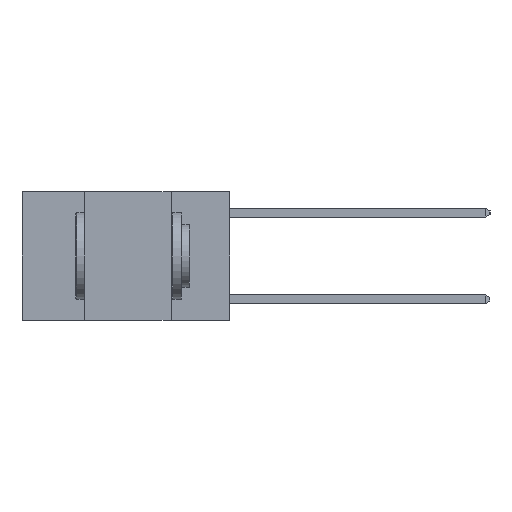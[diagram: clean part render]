
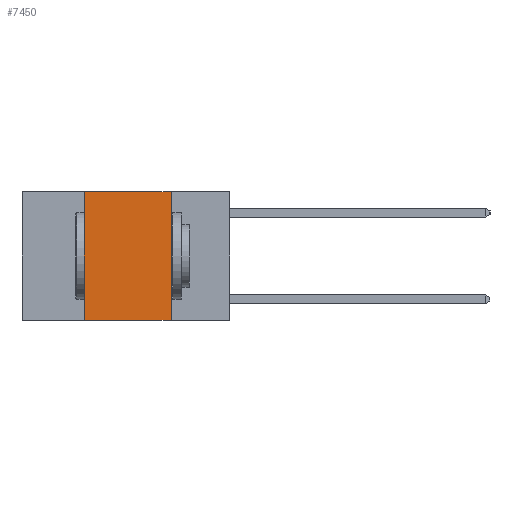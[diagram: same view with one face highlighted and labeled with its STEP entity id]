
A CAD part, left-side view. The second image highlights one B-rep face of the part: STEP entity #7450.
In plain terms, the highlighted planar face has unit normal (-1, 0, 0).
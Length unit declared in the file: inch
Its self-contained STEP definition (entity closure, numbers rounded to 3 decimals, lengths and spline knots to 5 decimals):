
#890 = ORIENTED_EDGE ( 'NONE', *, *, #4091, .T. ) ;
#934 = ORIENTED_EDGE ( 'NONE', *, *, #7880, .F. ) ;
#1000 = VECTOR ( 'NONE', #7035, 39.37008 ) ;
#1089 = DIRECTION ( 'NONE',  ( 0., -1., 0. ) ) ;
#1323 = DIRECTION ( 'NONE',  ( 0., 0., -1. ) ) ;
#1356 = LINE ( 'NONE', #6173, #1000 ) ;
#1460 = EDGE_LOOP ( 'NONE', ( #934, #2805, #2498, #890 ) ) ;
#1609 = AXIS2_PLACEMENT_3D ( 'NONE', #8768, #2667, #1323 ) ;
#1917 = CARTESIAN_POINT ( 'NONE',  ( 0., 0.42, 0. ) ) ;
#2185 = CARTESIAN_POINT ( 'NONE',  ( 0., 0.17, 0. ) ) ;
#2498 = ORIENTED_EDGE ( 'NONE', *, *, #3922, .F. ) ;
#2553 = LINE ( 'NONE', #1917, #3540 ) ;
#2667 = DIRECTION ( 'NONE',  ( 1., 0., 0. ) ) ;
#2805 = ORIENTED_EDGE ( 'NONE', *, *, #8754, .F. ) ;
#2917 = VERTEX_POINT ( 'NONE', #5593 ) ;
#3084 = DIRECTION ( 'NONE',  ( 0., 0., 1. ) ) ;
#3540 = VECTOR ( 'NONE', #3084, 39.37008 ) ;
#3548 = VERTEX_POINT ( 'NONE', #8741 ) ;
#3713 = LINE ( 'NONE', #4335, #8601 ) ;
#3739 = VECTOR ( 'NONE', #6252, 39.37008 ) ;
#3922 = EDGE_CURVE ( 'NONE', #3548, #2917, #2553, .T. ) ;
#4091 = EDGE_CURVE ( 'NONE', #3548, #4328, #1356, .T. ) ;
#4328 = VERTEX_POINT ( 'NONE', #6639 ) ;
#4335 = CARTESIAN_POINT ( 'NONE',  ( 0., 0.6, 0. ) ) ;
#4758 = PLANE ( 'NONE',  #1609 ) ;
#4931 = VERTEX_POINT ( 'NONE', #2185 ) ;
#5593 = CARTESIAN_POINT ( 'NONE',  ( 0., 0.42, 0. ) ) ;
#5787 = CARTESIAN_POINT ( 'NONE',  ( 0., 0.17, 0. ) ) ;
#6173 = CARTESIAN_POINT ( 'NONE',  ( 0., 0.6, -0.37 ) ) ;
#6252 = DIRECTION ( 'NONE',  ( 0., 0., -1. ) ) ;
#6639 = CARTESIAN_POINT ( 'NONE',  ( 0., 0.17, -0.37 ) ) ;
#7035 = DIRECTION ( 'NONE',  ( 0., -1., 0. ) ) ;
#7132 = LINE ( 'NONE', #5787, #3739 ) ;
#7450 = ADVANCED_FACE ( 'NONE', ( #7942 ), #4758, .F. ) ;
#7880 = EDGE_CURVE ( 'NONE', #4931, #4328, #7132, .T. ) ;
#7942 = FACE_OUTER_BOUND ( 'NONE', #1460, .T. ) ;
#8601 = VECTOR ( 'NONE', #1089, 39.37008 ) ;
#8741 = CARTESIAN_POINT ( 'NONE',  ( 0., 0.42, -0.37 ) ) ;
#8754 = EDGE_CURVE ( 'NONE', #2917, #4931, #3713, .T. ) ;
#8768 = CARTESIAN_POINT ( 'NONE',  ( 0., 0.6, 0. ) ) ;
